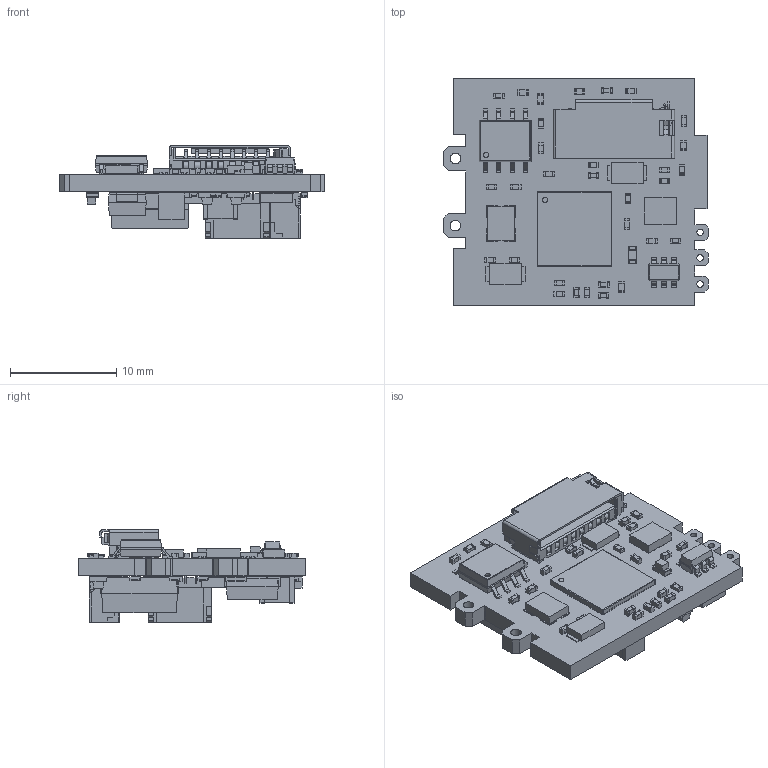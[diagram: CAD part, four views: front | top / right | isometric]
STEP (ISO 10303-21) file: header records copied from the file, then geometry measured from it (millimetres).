
FILE_DESCRIPTION(('KiCad electronic assembly'),'2;1');
FILE_NAME('cansatperso.step','2024-10-20T03:55:35',('Pcbnew'),('Kicad'), 'Open CASCADE STEP processor 7.8','KiCad to STEP converter','Unknown' );
FILE_SCHEMA(('AUTOMOTIVE_DESIGN { 1 0 10303 214 1 1 1 1 }'));
Length unit declared in the file: millimetre
Products named in the file (36): cansatperso 1; R_0402_1005Metric; KXT321LHS; ASSEMBLY; C_0402_1005Metric; MCSJK-7U-12.00-10-10-80-B-10; LED_0603_1608Metric; TSC102IDT; 47309-2651; 473092651; SOT-23-6; SOT_23_6; STM32G431CBU6; STM32F423CHU3; WSEN-ISDS; BM04B-SRSS-TB_LF__SN_; BM04B-SRSS-TB(LF)(SN); inductance; C_1210_3225Metric; LDO40LPU33RY; D_SMB; R_0805_2012Metric; L7981TR; cansatperso_PCB
Assembly tree (90 placements, depth 3):
  cansatperso 1
    R_0402_1005Metric  x22
      R_0402_1005Metric
    KXT321LHS  x2
      ASSEMBLY
    C_0402_1005Metric  x28
      C_0402_1005Metric
    MCSJK-7U-12.00-10-10-80-B-10
      ASSEMBLY
    LED_0603_1608Metric  x4
      LED_0603_1608Metric
    TSC102IDT
      ASSEMBLY
    47309-2651
      473092651
    SOT-23-6
      SOT_23_6
    STM32G431CBU6
      STM32F423CHU3
    WSEN-ISDS
      ASSEMBLY
    BM04B-SRSS-TB_LF__SN_  x2
      BM04B-SRSS-TB(LF)(SN)
    inductance
      ASSEMBLY
    C_1210_3225Metric  x2
      C_1210_3225Metric
    LDO40LPU33RY  x2
      ASSEMBLY
    D_SMB
      D_SMB
    R_0805_2012Metric
      R_0805_2012Metric
    L7981TR
      ASSEMBLY
    cansatperso_PCB
Bounding box: 24.89 x 21.41 x 8.7 mm (x, y, z)
Volume: 1294.3 mm3; surface area: 3173.5 mm2
Topology: 206 solids, 206 shells, 4401 faces, 11517 edges, 7608 vertices
Faces by surface type: plane 3253, cylinder 1100, bspline 40, sphere 4, torus 4
Full cylindrical faces by diameter (mm): 0.375 x3, 0.487 x1, 0.6 x3, 1 x2
Entity records: 84819 total; most frequent: CARTESIAN_POINT 14232, ORIENTED_EDGE 13546, DIRECTION 13087, EDGE_CURVE 6773, LINE 5675, VECTOR 5675, VERTEX_POINT 4430, AXIS2_PLACEMENT_3D 3706
